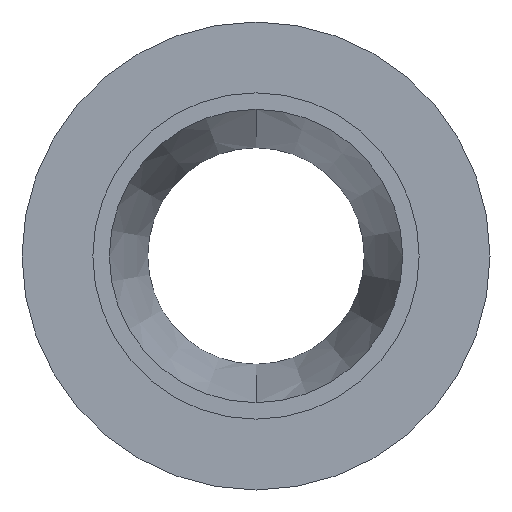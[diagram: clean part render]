
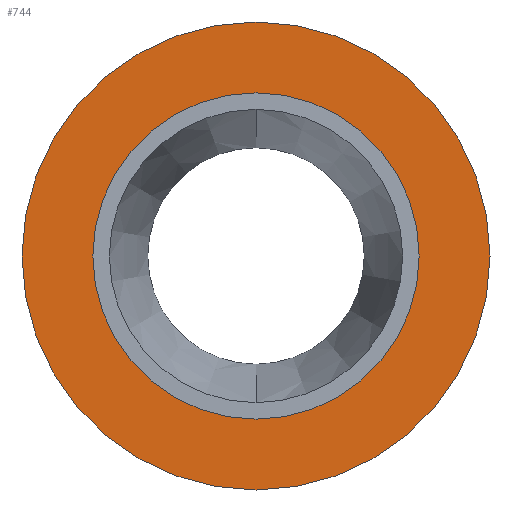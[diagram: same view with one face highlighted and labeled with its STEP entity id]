
A CAD part, front view. The second image highlights one B-rep face of the part: STEP entity #744.
In plain terms, the highlighted planar face has unit normal (0, -1, 0).
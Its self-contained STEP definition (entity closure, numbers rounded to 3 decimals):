
#33 = DIRECTION ( 'NONE',  ( 0., 0., -1. ) ) ;
#60 = ORIENTED_EDGE ( 'NONE', *, *, #494, .F. ) ;
#64 = AXIS2_PLACEMENT_3D ( 'NONE', #764, #432, #333 ) ;
#84 = DIRECTION ( 'NONE',  ( 0., 0., -1. ) ) ;
#95 = CARTESIAN_POINT ( 'NONE',  ( 0., 0., 0. ) ) ;
#106 = CARTESIAN_POINT ( 'NONE',  ( 0., 0., -37.5 ) ) ;
#113 = VERTEX_POINT ( 'NONE', #106 ) ;
#148 = CARTESIAN_POINT ( 'NONE',  ( 0., 0., 0. ) ) ;
#162 = EDGE_LOOP ( 'NONE', ( #723, #488 ) ) ;
#187 = EDGE_CURVE ( 'NONE', #554, #483, #637, .T. ) ;
#231 = DIRECTION ( 'NONE',  ( 0., 0., -1. ) ) ;
#235 = FACE_BOUND ( 'NONE', #606, .T. ) ;
#251 = AXIS2_PLACEMENT_3D ( 'NONE', #295, #339, #374 ) ;
#295 = CARTESIAN_POINT ( 'NONE',  ( 0., 0., 0. ) ) ;
#300 = CIRCLE ( 'NONE', #608, 26.15 ) ;
#301 = CIRCLE ( 'NONE', #251, 37.5 ) ;
#333 = DIRECTION ( 'NONE',  ( 0., 0., 1. ) ) ;
#339 = DIRECTION ( 'NONE',  ( 0., -1., 0. ) ) ;
#364 = DIRECTION ( 'NONE',  ( 0., -1., 0. ) ) ;
#369 = VERTEX_POINT ( 'NONE', #797 ) ;
#374 = DIRECTION ( 'NONE',  ( 0., 0., -1. ) ) ;
#400 = PLANE ( 'NONE',  #64 ) ;
#421 = AXIS2_PLACEMENT_3D ( 'NONE', #148, #680, #33 ) ;
#428 = ORIENTED_EDGE ( 'NONE', *, *, #187, .F. ) ;
#432 = DIRECTION ( 'NONE',  ( 0., 1., 0. ) ) ;
#433 = AXIS2_PLACEMENT_3D ( 'NONE', #537, #699, #84 ) ;
#483 = VERTEX_POINT ( 'NONE', #612 ) ;
#488 = ORIENTED_EDGE ( 'NONE', *, *, #642, .T. ) ;
#494 = EDGE_CURVE ( 'NONE', #483, #554, #300, .T. ) ;
#530 = EDGE_CURVE ( 'NONE', #113, #369, #736, .T. ) ;
#537 = CARTESIAN_POINT ( 'NONE',  ( 0., 0., 0. ) ) ;
#551 = FACE_OUTER_BOUND ( 'NONE', #162, .T. ) ;
#554 = VERTEX_POINT ( 'NONE', #582 ) ;
#582 = CARTESIAN_POINT ( 'NONE',  ( 0., 0., 26.15 ) ) ;
#606 = EDGE_LOOP ( 'NONE', ( #60, #428 ) ) ;
#608 = AXIS2_PLACEMENT_3D ( 'NONE', #95, #364, #231 ) ;
#612 = CARTESIAN_POINT ( 'NONE',  ( 0., 0., -26.15 ) ) ;
#637 = CIRCLE ( 'NONE', #421, 26.15 ) ;
#642 = EDGE_CURVE ( 'NONE', #369, #113, #301, .T. ) ;
#680 = DIRECTION ( 'NONE',  ( 0., -1., 0. ) ) ;
#699 = DIRECTION ( 'NONE',  ( 0., -1., 0. ) ) ;
#723 = ORIENTED_EDGE ( 'NONE', *, *, #530, .T. ) ;
#736 = CIRCLE ( 'NONE', #433, 37.5 ) ;
#744 = ADVANCED_FACE ( 'NONE', ( #235, #551 ), #400, .F. ) ;
#764 = CARTESIAN_POINT ( 'NONE',  ( -26.15, 0., 0. ) ) ;
#797 = CARTESIAN_POINT ( 'NONE',  ( 0., 0., 37.5 ) ) ;
